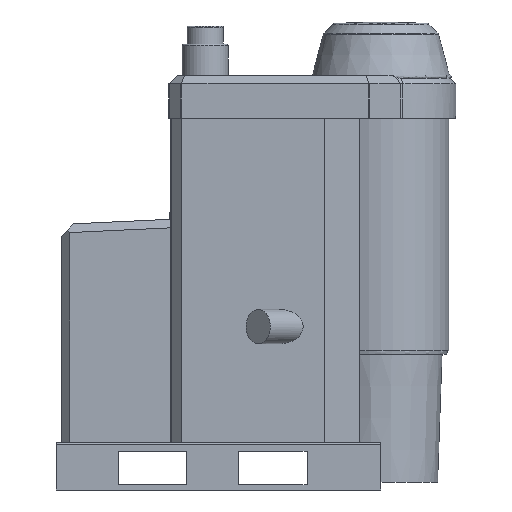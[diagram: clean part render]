
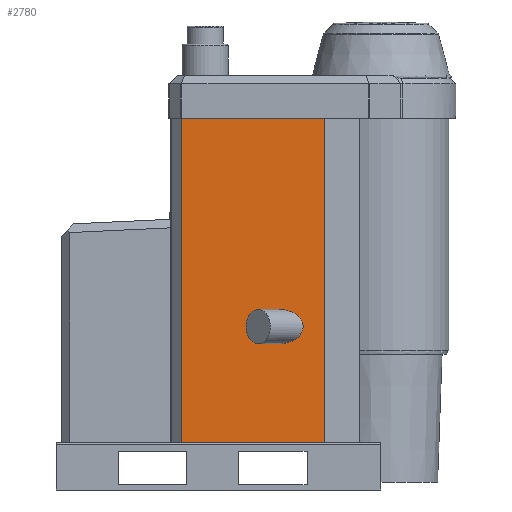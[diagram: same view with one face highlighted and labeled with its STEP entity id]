
A CAD part, front view. The second image highlights one B-rep face of the part: STEP entity #2780.
In plain terms, the highlighted planar face has unit normal (0, -1, 0).
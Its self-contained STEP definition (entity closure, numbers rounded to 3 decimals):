
#29=ELLIPSE('',#2931,70.711,50.);
#452=ORIENTED_EDGE('',*,*,#911,.T.);
#453=ORIENTED_EDGE('',*,*,#888,.F.);
#454=ORIENTED_EDGE('',*,*,#910,.F.);
#455=ORIENTED_EDGE('',*,*,#912,.T.);
#456=ORIENTED_EDGE('',*,*,#913,.T.);
#888=EDGE_CURVE('',#1126,#1127,#1303,.T.);
#910=EDGE_CURVE('',#1140,#1126,#1319,.T.);
#911=EDGE_CURVE('',#1141,#1141,#29,.F.);
#912=EDGE_CURVE('',#1140,#1142,#1320,.T.);
#913=EDGE_CURVE('',#1142,#1127,#1321,.T.);
#1126=VERTEX_POINT('',#4479);
#1127=VERTEX_POINT('',#4481);
#1140=VERTEX_POINT('',#4523);
#1141=VERTEX_POINT('',#4527);
#1142=VERTEX_POINT('',#4529);
#1303=LINE('',#4480,#1498);
#1319=LINE('',#4524,#1514);
#1320=LINE('',#4528,#1515);
#1321=LINE('',#4530,#1516);
#1498=VECTOR('',#3277,1000.);
#1514=VECTOR('',#3321,1000.);
#1515=VECTOR('',#3326,1000.);
#1516=VECTOR('',#3327,1000.);
#1647=EDGE_LOOP('',(#452));
#1648=EDGE_LOOP('',(#453,#454,#455,#456));
#1796=FACE_BOUND('',#1647,.T.);
#1797=FACE_BOUND('',#1648,.T.);
#1897=PLANE('',#2930);
#2780=ADVANCED_FACE('',(#1796,#1797),#1897,.T.);
#2930=AXIS2_PLACEMENT_3D('',#4525,#3322,#3323);
#2931=AXIS2_PLACEMENT_3D('',#4526,#3324,#3325);
#3277=DIRECTION('',(1.,0.,0.));
#3321=DIRECTION('',(0.,0.,1.));
#3322=DIRECTION('',(0.,-1.,0.));
#3323=DIRECTION('',(1.,0.,0.));
#3324=DIRECTION('',(0.,-1.,0.));
#3325=DIRECTION('',(1.,0.,0.));
#3326=DIRECTION('',(1.,0.,0.));
#3327=DIRECTION('',(0.,0.,1.));
#4479=CARTESIAN_POINT('',(-579.586,-297.,-276.22));
#4480=CARTESIAN_POINT('',(-579.586,-297.,-276.22));
#4481=CARTESIAN_POINT('',(-164.66,-297.,-276.22));
#4523=CARTESIAN_POINT('',(-579.586,-297.,-1220.22));
#4524=CARTESIAN_POINT('',(-579.586,-297.,-1220.22));
#4525=CARTESIAN_POINT('',(-579.586,-297.,-1220.22));
#4526=CARTESIAN_POINT('',(-297.,-297.,-882.72));
#4527=CARTESIAN_POINT('',(-226.289,-297.,-882.72));
#4528=CARTESIAN_POINT('',(-579.586,-297.,-1220.22));
#4529=CARTESIAN_POINT('',(-164.66,-297.,-1220.22));
#4530=CARTESIAN_POINT('',(-164.66,-297.,-1220.22));
